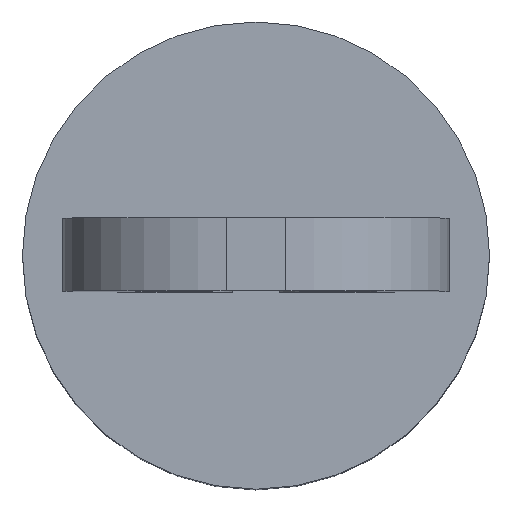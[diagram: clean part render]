
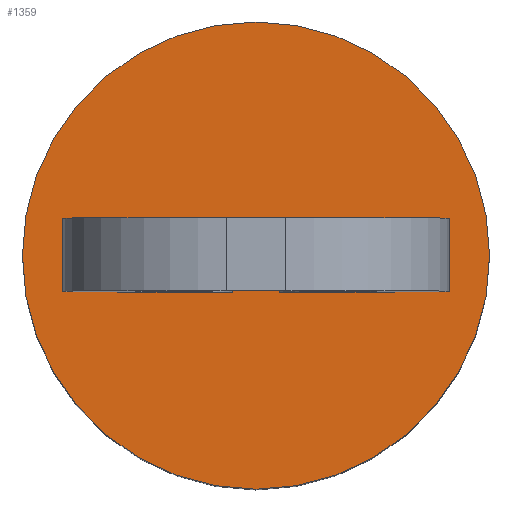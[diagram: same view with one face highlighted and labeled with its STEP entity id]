
A CAD part, top view. The second image highlights one B-rep face of the part: STEP entity #1359.
In plain terms, the highlighted planar face has unit normal (0, 0, 1).
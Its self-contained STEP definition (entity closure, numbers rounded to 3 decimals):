
#63=LINE('',#1860,#167);
#64=LINE('',#1863,#168);
#65=LINE('',#1865,#169);
#66=LINE('',#1867,#170);
#67=LINE('',#1870,#171);
#68=LINE('',#1873,#172);
#69=LINE('',#1875,#173);
#70=LINE('',#1877,#174);
#167=VECTOR('',#1565,1000.);
#168=VECTOR('',#1566,1000.);
#169=VECTOR('',#1567,1000.);
#170=VECTOR('',#1568,1000.);
#171=VECTOR('',#1571,1000.);
#172=VECTOR('',#1572,1000.);
#173=VECTOR('',#1573,1000.);
#174=VECTOR('',#1574,1000.);
#305=ORIENTED_EDGE('',*,*,#571,.F.);
#306=ORIENTED_EDGE('',*,*,#572,.F.);
#307=ORIENTED_EDGE('',*,*,#573,.F.);
#308=ORIENTED_EDGE('',*,*,#574,.F.);
#309=ORIENTED_EDGE('',*,*,#575,.T.);
#310=ORIENTED_EDGE('',*,*,#576,.F.);
#311=ORIENTED_EDGE('',*,*,#577,.F.);
#312=ORIENTED_EDGE('',*,*,#578,.F.);
#313=ORIENTED_EDGE('',*,*,#579,.F.);
#571=EDGE_CURVE('',#707,#708,#63,.T.);
#572=EDGE_CURVE('',#709,#707,#64,.T.);
#573=EDGE_CURVE('',#710,#709,#65,.T.);
#574=EDGE_CURVE('',#708,#710,#66,.T.);
#575=EDGE_CURVE('',#711,#711,#793,.T.);
#576=EDGE_CURVE('',#712,#713,#67,.T.);
#577=EDGE_CURVE('',#714,#712,#68,.T.);
#578=EDGE_CURVE('',#715,#714,#69,.T.);
#579=EDGE_CURVE('',#713,#715,#70,.T.);
#707=VERTEX_POINT('',#1861);
#708=VERTEX_POINT('',#1862);
#709=VERTEX_POINT('',#1864);
#710=VERTEX_POINT('',#1866);
#711=VERTEX_POINT('',#1869);
#712=VERTEX_POINT('',#1871);
#713=VERTEX_POINT('',#1872);
#714=VERTEX_POINT('',#1874);
#715=VERTEX_POINT('',#1876);
#793=CIRCLE('',#1426,1.6);
#838=EDGE_LOOP('',(#305,#306,#307,#308));
#839=EDGE_LOOP('',(#309));
#840=EDGE_LOOP('',(#310,#311,#312,#313));
#896=FACE_BOUND('',#838,.T.);
#897=FACE_BOUND('',#839,.T.);
#898=FACE_BOUND('',#840,.T.);
#950=PLANE('',#1425);
#1359=ADVANCED_FACE('',(#896,#897,#898),#950,.T.);
#1425=AXIS2_PLACEMENT_3D('',#1859,#1563,#1564);
#1426=AXIS2_PLACEMENT_3D('',#1868,#1569,#1570);
#1563=DIRECTION('',(0.,0.,1.));
#1564=DIRECTION('',(1.,0.,0.));
#1565=DIRECTION('',(1.,0.,0.));
#1566=DIRECTION('',(0.,-1.,0.));
#1567=DIRECTION('',(-1.,0.,0.));
#1568=DIRECTION('',(0.,1.,0.));
#1569=DIRECTION('',(0.,0.,1.));
#1570=DIRECTION('',(1.,0.,0.));
#1571=DIRECTION('',(0.,1.,0.));
#1572=DIRECTION('',(1.,0.,0.));
#1573=DIRECTION('',(0.,-1.,0.));
#1574=DIRECTION('',(-1.,0.,0.));
#1859=CARTESIAN_POINT('',(0.,0.,2.981));
#1860=CARTESIAN_POINT('',(0.162,-0.25,2.981));
#1861=CARTESIAN_POINT('',(0.158,-0.25,2.981));
#1862=CARTESIAN_POINT('',(0.658,-0.25,2.981));
#1863=CARTESIAN_POINT('',(0.158,0.25,2.981));
#1864=CARTESIAN_POINT('',(0.158,0.25,2.981));
#1865=CARTESIAN_POINT('',(0.655,0.25,2.981));
#1866=CARTESIAN_POINT('',(0.658,0.25,2.981));
#1867=CARTESIAN_POINT('',(0.658,-0.25,2.981));
#1868=CARTESIAN_POINT('',(0.,0.,2.981));
#1869=CARTESIAN_POINT('',(1.6,0.,2.981));
#1870=CARTESIAN_POINT('',(-0.158,0.25,2.981));
#1871=CARTESIAN_POINT('',(-0.158,-0.25,2.981));
#1872=CARTESIAN_POINT('',(-0.158,0.25,2.981));
#1873=CARTESIAN_POINT('',(0.162,-0.25,2.981));
#1874=CARTESIAN_POINT('',(-0.658,-0.25,2.981));
#1875=CARTESIAN_POINT('',(-0.658,-0.25,2.981));
#1876=CARTESIAN_POINT('',(-0.658,0.25,2.981));
#1877=CARTESIAN_POINT('',(0.655,0.25,2.981));
